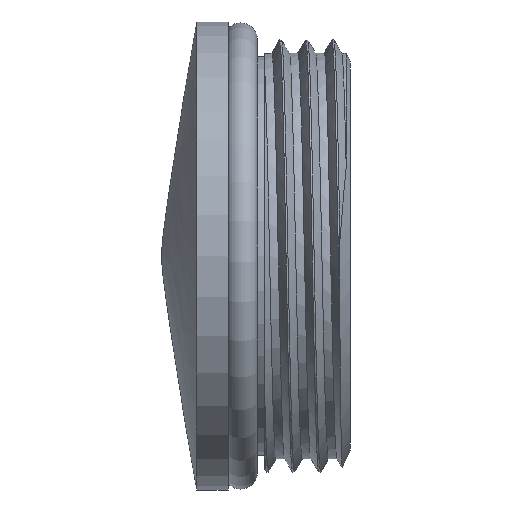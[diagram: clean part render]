
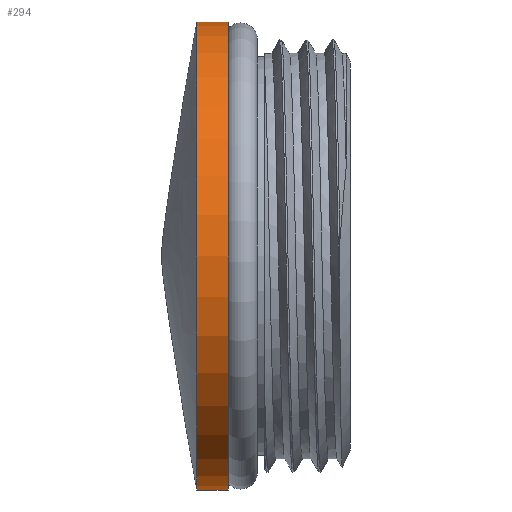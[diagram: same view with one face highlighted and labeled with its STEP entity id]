
A CAD part, front view. The second image highlights one B-rep face of the part: STEP entity #294.
In plain terms, the highlighted cylindrical face has radius 13.415 mm (diameter 26.83 mm), a full revolution.
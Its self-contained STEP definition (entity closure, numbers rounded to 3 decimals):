
#50=FACE_BOUND('',#102,.T.);
#79=FACE_OUTER_BOUND('',#101,.T.);
#101=EDGE_LOOP('',(#253,#254));
#102=EDGE_LOOP('',(#255));
#127=CIRCLE('',#358,13.415);
#128=CIRCLE('',#359,13.415);
#129=CIRCLE('',#361,13.415);
#158=VERTEX_POINT('',#1239);
#159=VERTEX_POINT('',#1240);
#160=VERTEX_POINT('',#1247);
#192=EDGE_CURVE('',#158,#159,#127,.T.);
#193=EDGE_CURVE('',#159,#158,#128,.T.);
#195=EDGE_CURVE('',#160,#160,#129,.T.);
#253=ORIENTED_EDGE('',*,*,#192,.T.);
#254=ORIENTED_EDGE('',*,*,#193,.T.);
#255=ORIENTED_EDGE('',*,*,#195,.F.);
#280=CYLINDRICAL_SURFACE('',#360,13.415);
#294=ADVANCED_FACE('',(#79,#50),#280,.T.);
#358=AXIS2_PLACEMENT_3D('',#1241,#427,#428);
#359=AXIS2_PLACEMENT_3D('',#1242,#429,#430);
#360=AXIS2_PLACEMENT_3D('',#1246,#431,#432);
#361=AXIS2_PLACEMENT_3D('',#1248,#433,#434);
#427=DIRECTION('center_axis',(1.,0.,0.));
#428=DIRECTION('ref_axis',(0.,0.,-1.));
#429=DIRECTION('center_axis',(1.,0.,0.));
#430=DIRECTION('ref_axis',(0.,0.,-1.));
#431=DIRECTION('center_axis',(1.,0.,0.));
#432=DIRECTION('ref_axis',(0.,1.,0.));
#433=DIRECTION('center_axis',(1.,0.,0.));
#434=DIRECTION('ref_axis',(0.,0.,-1.));
#1239=CARTESIAN_POINT('',(-8.8,13.415,0.));
#1240=CARTESIAN_POINT('',(-8.8,0.,13.415));
#1241=CARTESIAN_POINT('Origin',(-8.8,0.,0.));
#1242=CARTESIAN_POINT('Origin',(-8.8,0.,0.));
#1246=CARTESIAN_POINT('Origin',(-7.9,0.,0.));
#1247=CARTESIAN_POINT('',(-7.,13.415,0.));
#1248=CARTESIAN_POINT('Origin',(-7.,0.,0.));
